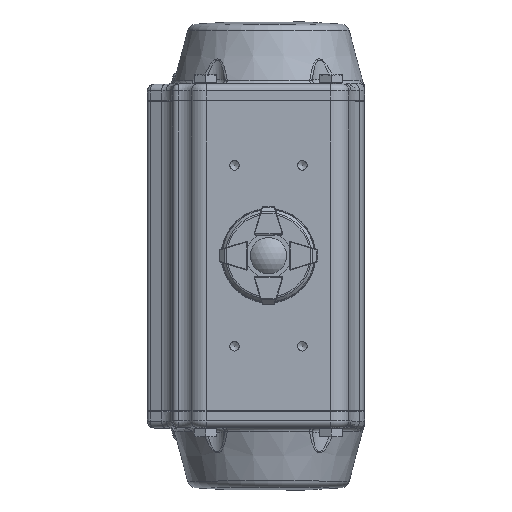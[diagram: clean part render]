
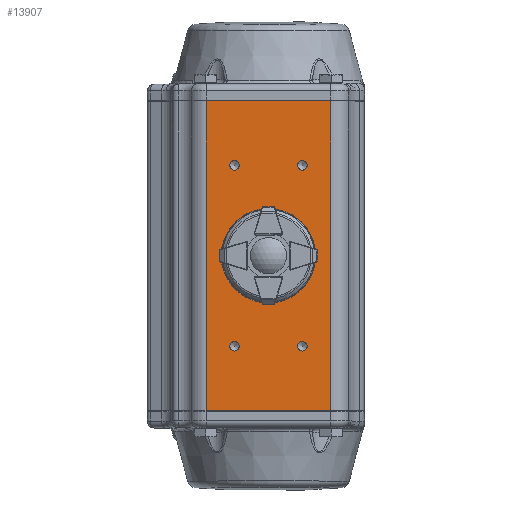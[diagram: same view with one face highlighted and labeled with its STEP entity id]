
A CAD part, top view. The second image highlights one B-rep face of the part: STEP entity #13907.
In plain terms, the highlighted face is planar.
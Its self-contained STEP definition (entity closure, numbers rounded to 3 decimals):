
#695=PLANE('',#15963);
#1563=CIRCLE('',#15587,2.1);
#1565=CIRCLE('',#15591,2.1);
#1567=CIRCLE('',#15595,2.1);
#1569=CIRCLE('',#15599,2.1);
#1571=CIRCLE('',#15602,15.8);
#5146=ORIENTED_EDGE('',*,*,#7322,.F.);
#5147=ORIENTED_EDGE('',*,*,#7390,.F.);
#5148=ORIENTED_EDGE('',*,*,#7358,.T.);
#5149=ORIENTED_EDGE('',*,*,#7391,.T.);
#5150=ORIENTED_EDGE('',*,*,#6984,.T.);
#5151=ORIENTED_EDGE('',*,*,#6976,.F.);
#5152=ORIENTED_EDGE('',*,*,#6978,.F.);
#5153=ORIENTED_EDGE('',*,*,#6980,.F.);
#5154=ORIENTED_EDGE('',*,*,#6982,.F.);
#6976=EDGE_CURVE('',#8576,#8576,#1563,.T.);
#6978=EDGE_CURVE('',#8579,#8579,#1565,.T.);
#6980=EDGE_CURVE('',#8582,#8582,#1567,.T.);
#6982=EDGE_CURVE('',#8585,#8585,#1569,.T.);
#6984=EDGE_CURVE('',#8587,#8587,#1571,.T.);
#7322=EDGE_CURVE('',#8796,#8797,#9647,.T.);
#7358=EDGE_CURVE('',#8833,#8832,#9662,.T.);
#7390=EDGE_CURVE('',#8833,#8796,#9677,.T.);
#7391=EDGE_CURVE('',#8832,#8797,#9678,.T.);
#8576=VERTEX_POINT('',#25304);
#8579=VERTEX_POINT('',#25311);
#8582=VERTEX_POINT('',#25318);
#8585=VERTEX_POINT('',#25325);
#8587=VERTEX_POINT('',#25330);
#8796=VERTEX_POINT('',#27939);
#8797=VERTEX_POINT('',#27941);
#8832=VERTEX_POINT('',#28012);
#8833=VERTEX_POINT('',#28014);
#9647=LINE('',#27940,#10481);
#9662=LINE('',#28013,#10496);
#9677=LINE('',#28076,#10511);
#9678=LINE('',#28078,#10512);
#10481=VECTOR('',#19495,1000.);
#10496=VECTOR('',#19554,1000.);
#10511=VECTOR('',#19611,1000.);
#10512=VECTOR('',#19614,1000.);
#11620=EDGE_LOOP('',(#5146,#5147,#5148,#5149));
#11621=EDGE_LOOP('',(#5150));
#11622=EDGE_LOOP('',(#5151));
#11623=EDGE_LOOP('',(#5152));
#11624=EDGE_LOOP('',(#5153));
#11625=EDGE_LOOP('',(#5154));
#12739=FACE_BOUND('',#11620,.T.);
#12740=FACE_BOUND('',#11621,.T.);
#12741=FACE_BOUND('',#11622,.T.);
#12742=FACE_BOUND('',#11623,.T.);
#12743=FACE_BOUND('',#11624,.T.);
#12744=FACE_BOUND('',#11625,.T.);
#13907=ADVANCED_FACE('',(#12739,#12740,#12741,#12742,#12743,#12744),#695,
 .T.);
#15587=AXIS2_PLACEMENT_3D('',#25303,#18789,#18790);
#15591=AXIS2_PLACEMENT_3D('',#25310,#18797,#18798);
#15595=AXIS2_PLACEMENT_3D('',#25317,#18805,#18806);
#15599=AXIS2_PLACEMENT_3D('',#25324,#18813,#18814);
#15602=AXIS2_PLACEMENT_3D('',#25329,#18819,#18820);
#15963=AXIS2_PLACEMENT_3D('',#28212,#19752,#19753);
#18789=DIRECTION('',(0.,1.,0.));
#18790=DIRECTION('',(0.,0.,1.));
#18797=DIRECTION('',(0.,1.,0.));
#18798=DIRECTION('',(0.,0.,1.));
#18805=DIRECTION('',(0.,1.,0.));
#18806=DIRECTION('',(0.,0.,1.));
#18813=DIRECTION('',(0.,1.,0.));
#18814=DIRECTION('',(0.,0.,1.));
#18819=DIRECTION('',(0.,-1.,0.));
#18820=DIRECTION('',(-1.,0.,0.));
#19495=DIRECTION('',(1.,0.,0.));
#19554=DIRECTION('',(1.,0.,0.));
#19611=DIRECTION('',(0.,0.,-1.));
#19614=DIRECTION('',(0.,0.,-1.));
#19752=DIRECTION('',(0.,1.,0.));
#19753=DIRECTION('',(1.,0.,0.));
#25303=CARTESIAN_POINT('',(15.,51.,40.));
#25304=CARTESIAN_POINT('',(15.,51.,42.1));
#25310=CARTESIAN_POINT('',(-15.,51.,40.));
#25311=CARTESIAN_POINT('',(-15.,51.,42.1));
#25317=CARTESIAN_POINT('',(15.,51.,-40.));
#25318=CARTESIAN_POINT('',(15.,51.,-37.9));
#25324=CARTESIAN_POINT('',(-15.,51.,-40.));
#25325=CARTESIAN_POINT('',(-15.,51.,-37.9));
#25329=CARTESIAN_POINT('',(0.,51.,0.));
#25330=CARTESIAN_POINT('',(-15.8,51.,0.));
#27939=CARTESIAN_POINT('',(-27.474,51.,-68.5));
#27940=CARTESIAN_POINT('',(-27.474,51.,-68.5));
#27941=CARTESIAN_POINT('',(27.474,51.,-68.5));
#28012=CARTESIAN_POINT('',(27.474,51.,68.5));
#28013=CARTESIAN_POINT('',(-27.474,51.,68.5));
#28014=CARTESIAN_POINT('',(-27.474,51.,68.5));
#28076=CARTESIAN_POINT('',(-27.474,51.,68.5));
#28078=CARTESIAN_POINT('',(27.474,51.,68.5));
#28212=CARTESIAN_POINT('',(-27.474,51.,68.5));
